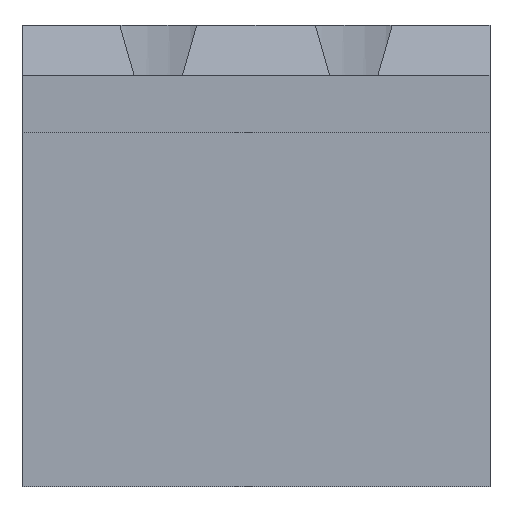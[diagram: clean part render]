
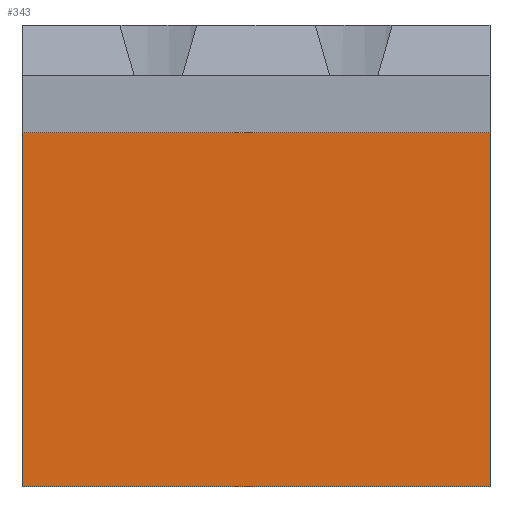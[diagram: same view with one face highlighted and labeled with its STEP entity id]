
A CAD part, front view. The second image highlights one B-rep face of the part: STEP entity #343.
In plain terms, the highlighted planar face has unit normal (0, -1, 0).
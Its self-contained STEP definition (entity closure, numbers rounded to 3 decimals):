
#343 = ADVANCED_FACE( '', ( #672 ), #673, .T. );
#672 = FACE_OUTER_BOUND( '', #994, .T. );
#673 = PLANE( '', #995 );
#994 = EDGE_LOOP( '', ( #1816, #1817, #1818, #1819 ) );
#995 = AXIS2_PLACEMENT_3D( '', #1820, #1821, #1822 );
#1816 = ORIENTED_EDGE( '', *, *, #2271, .F. );
#1817 = ORIENTED_EDGE( '', *, *, #2263, .F. );
#1818 = ORIENTED_EDGE( '', *, *, #2091, .T. );
#1819 = ORIENTED_EDGE( '', *, *, #2274, .T. );
#1820 = CARTESIAN_POINT( '', ( 6.08, -4.05, -6. ) );
#1821 = DIRECTION( '', ( 0., -1., 0. ) );
#1822 = DIRECTION( '', ( 0., 0., -1. ) );
#2091 = EDGE_CURVE( '', #2542, #2540, #2543, .T. );
#2263 = EDGE_CURVE( '', #2542, #2796, #2797, .T. );
#2271 = EDGE_CURVE( '', #2796, #2807, #2808, .T. );
#2274 = EDGE_CURVE( '', #2540, #2807, #2811, .T. );
#2540 = VERTEX_POINT( '', #3172 );
#2542 = VERTEX_POINT( '', #3175 );
#2543 = LINE( '', #3176, #3177 );
#2796 = VERTEX_POINT( '', #3550 );
#2797 = LINE( '', #3551, #3552 );
#2807 = VERTEX_POINT( '', #3567 );
#2808 = LINE( '', #3568, #3569 );
#2811 = LINE( '', #3573, #3574 );
#3172 = CARTESIAN_POINT( '', ( 6.08, -4.05, 3.2 ) );
#3175 = CARTESIAN_POINT( '', ( 6.08, -4.05, -6. ) );
#3176 = CARTESIAN_POINT( '', ( 6.08, -4.05, -6. ) );
#3177 = VECTOR( '', #3794, 1000. );
#3550 = CARTESIAN_POINT( '', ( -6.08, -4.05, -6. ) );
#3551 = CARTESIAN_POINT( '', ( 6.08, -4.05, -6. ) );
#3552 = VECTOR( '', #3948, 1000. );
#3567 = CARTESIAN_POINT( '', ( -6.08, -4.05, 3.2 ) );
#3568 = CARTESIAN_POINT( '', ( -6.08, -4.05, -6. ) );
#3569 = VECTOR( '', #3954, 1000. );
#3573 = CARTESIAN_POINT( '', ( 6.08, -4.05, 3.2 ) );
#3574 = VECTOR( '', #3956, 1000. );
#3794 = DIRECTION( '', ( 0., 0., 1. ) );
#3948 = DIRECTION( '', ( -1., 0., 0. ) );
#3954 = DIRECTION( '', ( 0., 0., 1. ) );
#3956 = DIRECTION( '', ( -1., 0., 0. ) );
